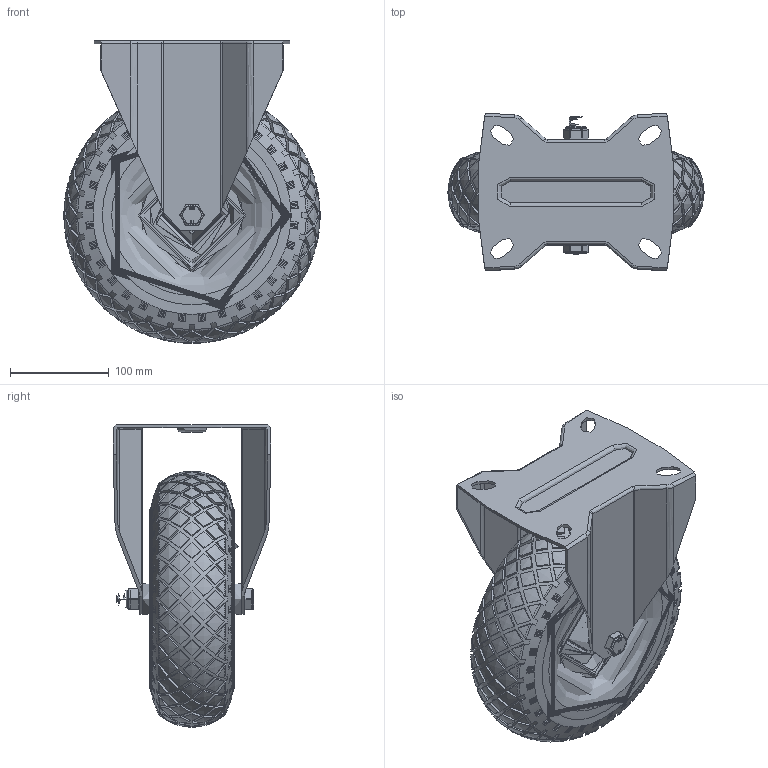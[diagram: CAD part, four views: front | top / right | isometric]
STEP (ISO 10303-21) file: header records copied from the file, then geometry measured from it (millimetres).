
FILE_DESCRIPTION(/* description */ ('','CAx-IF Rec.Pracs.---Representation and Presentation of Product Manufacturing Information (PMI)---4.0---2014-10-13'),/* implementation_level */ '2;1');
FILE_NAME(/* name */ 'BZPCF260MRB6.step',/* time_stamp */ '2025-03-03T15:11:49Z',/* author */ (''),/* organization */ (''),/* preprocessor_version */ 'ST-DEVELOPER v20',/* originating_system */ 'Autodesk Translation Framework v13.20.0.188',/* authorisation */ '');
FILE_SCHEMA (('AP242_MANAGED_MODEL_BASED_3D_ENGINEERING_MIM_LF { 1 0 10303 442 1 1 4 }'));
Products named in the file (32): BZPCF260MRB6; BZPCF260AS - 101 v1; BZPCF260AS v1 (1); BZPCF260AS (1); PRESSED STEEL BRACKET (1); BZWPMR260206D v1; TYRETUBE2606D; PNEUMATIC TYRE & INNER TUBE; TYRE; VALVE; CAP; INNER TUBE; RIM300X4STGREYRB20X7; STEEL RIM; RIM; PLASTIC CAP; ROLLER BEARING; CAGE; Pattern; Component1; TUBEM20X102X15 v1; ZINC PLATED AXLE TUBE; WM20X32X13 v1; ZINC PLATED WASHER; WM20X32X13 v1 (1); ZINC PLATED WASHER (1); BOLTM14X130Z8.8 v2; GRADE 8.8 ZINC PLATED BOLT; NM14NYTHINZ v1; NYLOC NUT; NUT; RUBBER
Assembly tree (38 placements, depth 6):
  BZPCF260MRB6
    BZPCF260AS - 101 v1
      BZPCF260AS v1 (1)
        BZPCF260AS (1)
        PRESSED STEEL BRACKET (1)
    BZWPMR260206D v1
      TYRETUBE2606D
        PNEUMATIC TYRE & INNER TUBE
          TYRE
          VALVE
          CAP
          INNER TUBE
      RIM300X4STGREYRB20X7
        STEEL RIM
          RIM
        PLASTIC CAP
        ROLLER BEARING
          CAGE
          Pattern
            Component1  x8
    TUBEM20X102X15 v1
      ZINC PLATED AXLE TUBE
    WM20X32X13 v1
      ZINC PLATED WASHER
    WM20X32X13 v1 (1)
      ZINC PLATED WASHER (1)
    BOLTM14X130Z8.8 v2
      GRADE 8.8 ZINC PLATED BOLT
    NM14NYTHINZ v1
      NYLOC NUT
        NUT
        RUBBER
Bounding box: 260 x 160 x 307 mm (x, y, z)
Volume: 3306337.3 mm3; surface area: 699355.9 mm2
Topology: 24 solids, 24 shells, 2586 faces, 6955 edges, 4599 vertices
Faces by surface type: bspline 1564, torus 296, cone 258, cylinder 257, plane 196, sphere 15
Full cylindrical faces by diameter (mm): 7.5 x11, 9 x2, 11.534 x23, 13.822 x23, 14 x3, 14.2 x2, 15.2 x1, 16 x2, 19.9 x1, 20 x3, 20.75 x1, 21 x2, 21.25 x1, 27 x1, 32 x2, 32.5 x2, 34 x1, 35 x3, 58 x1, 61.5 x2, 111 x2, 114 x1, 182 x2, 184 x2, 186 x2, 187.2 x2
Entity records: 367881 total; most frequent: CARTESIAN_POINT 312279, ORIENTED_EDGE 13860, DIRECTION 7378, EDGE_CURVE 6930, VERTEX_POINT 4585, B_SPLINE_CURVE_WITH_KNOTS 3436, AXIS2_PLACEMENT_3D 2812, EDGE_LOOP 2803
